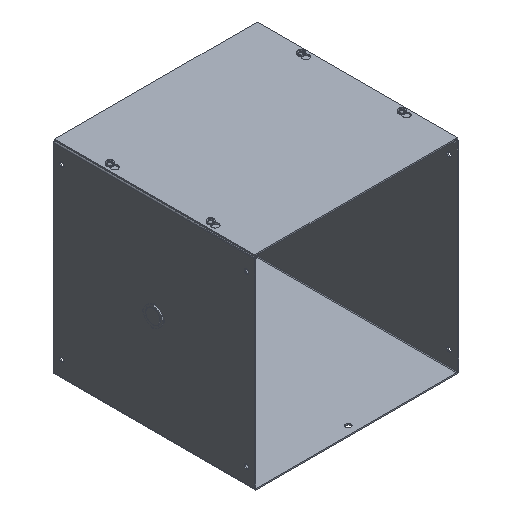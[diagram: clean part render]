
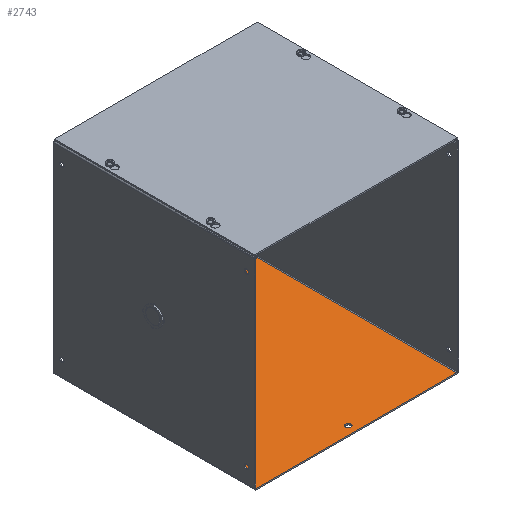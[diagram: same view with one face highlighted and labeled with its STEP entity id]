
A CAD part, isometric view. The second image highlights one B-rep face of the part: STEP entity #2743.
In plain terms, the highlighted planar face has unit normal (0, 0, 1).
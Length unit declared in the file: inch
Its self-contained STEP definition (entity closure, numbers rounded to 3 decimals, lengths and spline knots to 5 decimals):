
#192 = VECTOR ( 'NONE', #4595, 39.37008 ) ;
#243 = ORIENTED_EDGE ( 'NONE', *, *, #7992, .F. ) ;
#523 = DIRECTION ( 'NONE',  ( 0., 0., 1. ) ) ;
#532 = PLANE ( 'NONE',  #8939 ) ;
#744 = ORIENTED_EDGE ( 'NONE', *, *, #7512, .F. ) ;
#783 = VERTEX_POINT ( 'NONE', #2239 ) ;
#798 = CARTESIAN_POINT ( 'NONE',  ( 0., -5.5, 0.072 ) ) ;
#1353 = VECTOR ( 'NONE', #7767, 39.37008 ) ;
#1723 = LINE ( 'NONE', #2477, #192 ) ;
#1734 = VERTEX_POINT ( 'NONE', #5271 ) ;
#1751 = DIRECTION ( 'NONE',  ( 1., 0., 0. ) ) ;
#1795 = CARTESIAN_POINT ( 'NONE',  ( -0.15625, 5.5, 0.072 ) ) ;
#1869 = DIRECTION ( 'NONE',  ( 1., 0., 0. ) ) ;
#1987 = ORIENTED_EDGE ( 'NONE', *, *, #2533, .F. ) ;
#2048 = DIRECTION ( 'NONE',  ( 1., 0., 0. ) ) ;
#2130 = DIRECTION ( 'NONE',  ( -1., 0., 0. ) ) ;
#2239 = CARTESIAN_POINT ( 'NONE',  ( 0.15625, -5.5, 0.072 ) ) ;
#2477 = CARTESIAN_POINT ( 'NONE',  ( 5.964, 6., 0.072 ) ) ;
#2533 = EDGE_CURVE ( 'NONE', #7745, #1734, #8422, .T. ) ;
#2571 = DIRECTION ( 'NONE',  ( 1., 0., 0. ) ) ;
#2656 = VECTOR ( 'NONE', #2048, 39.37008 ) ;
#2743 = ADVANCED_FACE ( 'NONE', ( #4995, #4199, #3339 ), #532, .F. ) ;
#3052 = EDGE_LOOP ( 'NONE', ( #5487, #7093, #744, #1987 ) ) ;
#3339 = FACE_OUTER_BOUND ( 'NONE', #3052, .T. ) ;
#3423 = VERTEX_POINT ( 'NONE', #1795 ) ;
#3765 = AXIS2_PLACEMENT_3D ( 'NONE', #798, #8486, #5072 ) ;
#3981 = DIRECTION ( 'NONE',  ( 0., 0., 1. ) ) ;
#4083 = CARTESIAN_POINT ( 'NONE',  ( -0.15625, -5.5, 0.072 ) ) ;
#4117 = CARTESIAN_POINT ( 'NONE',  ( -6., 6., 0.072 ) ) ;
#4199 = FACE_BOUND ( 'NONE', #6988, .T. ) ;
#4429 = EDGE_CURVE ( 'NONE', #5307, #7745, #4906, .T. ) ;
#4595 = DIRECTION ( 'NONE',  ( 0., -1., 0. ) ) ;
#4643 = CARTESIAN_POINT ( 'NONE',  ( 0., 5.5, 0.072 ) ) ;
#4840 = ORIENTED_EDGE ( 'NONE', *, *, #8016, .F. ) ;
#4855 = DIRECTION ( 'NONE',  ( 0., 0., -1. ) ) ;
#4888 = VERTEX_POINT ( 'NONE', #5511 ) ;
#4906 = LINE ( 'NONE', #6229, #1353 ) ;
#4995 = FACE_BOUND ( 'NONE', #5330, .T. ) ;
#5002 = AXIS2_PLACEMENT_3D ( 'NONE', #7755, #523, #1751 ) ;
#5072 = DIRECTION ( 'NONE',  ( 1., 0., 0. ) ) ;
#5132 = VERTEX_POINT ( 'NONE', #7985 ) ;
#5147 = CIRCLE ( 'NONE', #5002, 0.15625 ) ;
#5271 = CARTESIAN_POINT ( 'NONE',  ( 5.964, 6., 0.072 ) ) ;
#5307 = VERTEX_POINT ( 'NONE', #8955 ) ;
#5330 = EDGE_LOOP ( 'NONE', ( #9055, #7630 ) ) ;
#5388 = EDGE_CURVE ( 'NONE', #6589, #783, #7817, .T. ) ;
#5472 = CIRCLE ( 'NONE', #9042, 0.15625 ) ;
#5487 = ORIENTED_EDGE ( 'NONE', *, *, #4429, .F. ) ;
#5511 = CARTESIAN_POINT ( 'NONE',  ( 0.15625, 5.5, 0.072 ) ) ;
#5781 = CARTESIAN_POINT ( 'NONE',  ( -5.964, 6., 0.072 ) ) ;
#6046 = VECTOR ( 'NONE', #6337, 39.37008 ) ;
#6112 = CARTESIAN_POINT ( 'NONE',  ( -6., -6., 0.072 ) ) ;
#6229 = CARTESIAN_POINT ( 'NONE',  ( -5.964, 6., 0.072 ) ) ;
#6337 = DIRECTION ( 'NONE',  ( -1., 0., 0. ) ) ;
#6589 = VERTEX_POINT ( 'NONE', #4083 ) ;
#6614 = EDGE_CURVE ( 'NONE', #5132, #5307, #6992, .T. ) ;
#6896 = CARTESIAN_POINT ( 'NONE',  ( 0., 5.5, 0.072 ) ) ;
#6988 = EDGE_LOOP ( 'NONE', ( #4840, #243 ) ) ;
#6992 = LINE ( 'NONE', #6112, #6046 ) ;
#7048 = EDGE_CURVE ( 'NONE', #783, #6589, #5147, .T. ) ;
#7093 = ORIENTED_EDGE ( 'NONE', *, *, #6614, .F. ) ;
#7387 = AXIS2_PLACEMENT_3D ( 'NONE', #4643, #8988, #1869 ) ;
#7512 = EDGE_CURVE ( 'NONE', #1734, #5132, #1723, .T. ) ;
#7630 = ORIENTED_EDGE ( 'NONE', *, *, #5388, .F. ) ;
#7745 = VERTEX_POINT ( 'NONE', #5781 ) ;
#7755 = CARTESIAN_POINT ( 'NONE',  ( 0., -5.5, 0.072 ) ) ;
#7767 = DIRECTION ( 'NONE',  ( 0., 1., 0. ) ) ;
#7817 = CIRCLE ( 'NONE', #3765, 0.15625 ) ;
#7985 = CARTESIAN_POINT ( 'NONE',  ( 5.964, -6., 0.072 ) ) ;
#7992 = EDGE_CURVE ( 'NONE', #3423, #4888, #5472, .T. ) ;
#8016 = EDGE_CURVE ( 'NONE', #4888, #3423, #8892, .T. ) ;
#8422 = LINE ( 'NONE', #4117, #2656 ) ;
#8486 = DIRECTION ( 'NONE',  ( 0., 0., 1. ) ) ;
#8892 = CIRCLE ( 'NONE', #7387, 0.15625 ) ;
#8939 = AXIS2_PLACEMENT_3D ( 'NONE', #9194, #4855, #2130 ) ;
#8955 = CARTESIAN_POINT ( 'NONE',  ( -5.964, -6., 0.072 ) ) ;
#8988 = DIRECTION ( 'NONE',  ( 0., 0., 1. ) ) ;
#9042 = AXIS2_PLACEMENT_3D ( 'NONE', #6896, #3981, #2571 ) ;
#9055 = ORIENTED_EDGE ( 'NONE', *, *, #7048, .F. ) ;
#9194 = CARTESIAN_POINT ( 'NONE',  ( -6., 6., 0.072 ) ) ;
